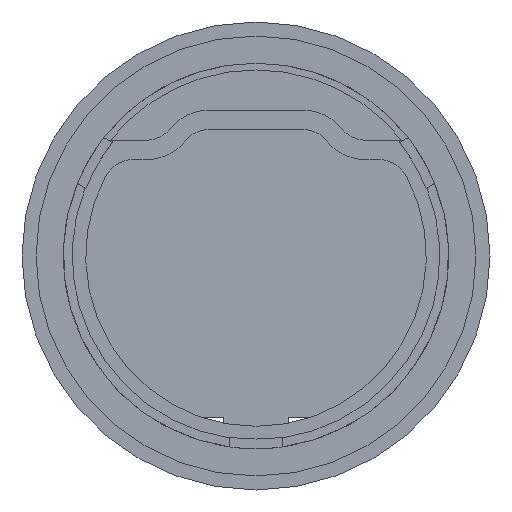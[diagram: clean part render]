
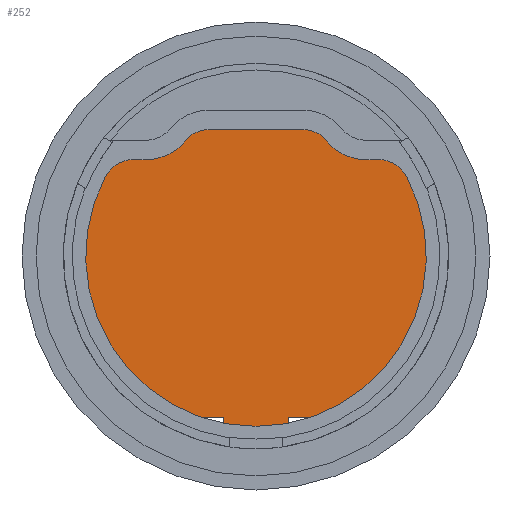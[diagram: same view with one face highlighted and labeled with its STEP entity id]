
A CAD part, front view. The second image highlights one B-rep face of the part: STEP entity #252.
In plain terms, the highlighted planar face has unit normal (0, -1, 0).
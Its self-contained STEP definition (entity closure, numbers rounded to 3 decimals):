
#75 = VERTEX_POINT ( 'NONE', #2514 ) ;
#118 = ORIENTED_EDGE ( 'NONE', *, *, #4110, .F. ) ;
#147 = EDGE_CURVE ( 'NONE', #4419, #5200, #3583, .T. ) ;
#156 = ORIENTED_EDGE ( 'NONE', *, *, #441, .F. ) ;
#192 = CARTESIAN_POINT ( 'NONE',  ( 9.6, -8.2, -55.8 ) ) ;
#252 = ADVANCED_FACE ( 'NONE', ( #1027 ), #3116, .F. ) ;
#282 = LINE ( 'NONE', #3551, #6604 ) ;
#390 = VECTOR ( 'NONE', #2838, 1000. ) ;
#441 = EDGE_CURVE ( 'NONE', #1094, #5846, #3102, .T. ) ;
#543 = CARTESIAN_POINT ( 'NONE',  ( 28., -8.2, 34. ) ) ;
#549 = CARTESIAN_POINT ( 'NONE',  ( -9.6, -8.2, -55.8 ) ) ;
#554 = DIRECTION ( 'NONE',  ( 1., 0., 0. ) ) ;
#632 = EDGE_CURVE ( 'NONE', #2920, #1094, #2782, .T. ) ;
#727 = VERTEX_POINT ( 'NONE', #5358 ) ;
#731 = EDGE_CURVE ( 'NONE', #5796, #2920, #3095, .T. ) ;
#762 = CARTESIAN_POINT ( 'NONE',  ( -43.103, -8.2, 34. ) ) ;
#838 = ORIENTED_EDGE ( 'NONE', *, *, #3773, .T. ) ;
#935 = ORIENTED_EDGE ( 'NONE', *, *, #2455, .T. ) ;
#1027 = FACE_OUTER_BOUND ( 'NONE', #3791, .T. ) ;
#1091 = LINE ( 'NONE', #7017, #5635 ) ;
#1094 = VERTEX_POINT ( 'NONE', #6720 ) ;
#1168 = DIRECTION ( 'NONE',  ( 1., 0., 0. ) ) ;
#1175 = VECTOR ( 'NONE', #2105, 1000. ) ;
#1185 = AXIS2_PLACEMENT_3D ( 'NONE', #7491, #7474, #7464 ) ;
#1310 = CARTESIAN_POINT ( 'NONE',  ( 27.908, -8.2, 44.5 ) ) ;
#1435 = CIRCLE ( 'NONE', #4319, 54.898 ) ;
#1673 = EDGE_CURVE ( 'NONE', #5846, #4419, #1737, .T. ) ;
#1737 = CIRCLE ( 'NONE', #1185, 54.898 ) ;
#2092 = ORIENTED_EDGE ( 'NONE', *, *, #4288, .F. ) ;
#2105 = DIRECTION ( 'NONE',  ( 0., 0., -1. ) ) ;
#2147 = CARTESIAN_POINT ( 'NONE',  ( -9.6, -8.2, -55.8 ) ) ;
#2235 = CARTESIAN_POINT ( 'NONE',  ( -28., -8.2, 34. ) ) ;
#2335 = LINE ( 'NONE', #549, #3835 ) ;
#2455 = EDGE_CURVE ( 'NONE', #727, #75, #2737, .T. ) ;
#2514 = CARTESIAN_POINT ( 'NONE',  ( -9.6, -8.2, -55.8 ) ) ;
#2737 = LINE ( 'NONE', #2147, #1175 ) ;
#2776 = CARTESIAN_POINT ( 'NONE',  ( 9.6, -8.2, -48.3 ) ) ;
#2782 = LINE ( 'NONE', #4939, #7398 ) ;
#2838 = DIRECTION ( 'NONE',  ( -1., 0., 0. ) ) ;
#2920 = VERTEX_POINT ( 'NONE', #1310 ) ;
#3095 = LINE ( 'NONE', #5341, #6224 ) ;
#3102 = LINE ( 'NONE', #543, #4597 ) ;
#3116 = PLANE ( 'NONE',  #5988 ) ;
#3161 = CARTESIAN_POINT ( 'NONE',  ( 0., -8.2, 0. ) ) ;
#3225 = DIRECTION ( 'NONE',  ( 0., 1., 0. ) ) ;
#3227 = DIRECTION ( 'NONE',  ( 0., 0., 1. ) ) ;
#3243 = VERTEX_POINT ( 'NONE', #762 ) ;
#3347 = EDGE_CURVE ( 'NONE', #75, #7318, #2335, .T. ) ;
#3549 = DIRECTION ( 'NONE',  ( -1., 0., 0. ) ) ;
#3551 = CARTESIAN_POINT ( 'NONE',  ( -9.6, -8.2, -48.3 ) ) ;
#3583 = LINE ( 'NONE', #2776, #390 ) ;
#3657 = CARTESIAN_POINT ( 'NONE',  ( 43.103, -8.2, 34. ) ) ;
#3667 = CARTESIAN_POINT ( 'NONE',  ( -27.908, -8.2, 44.5 ) ) ;
#3773 = EDGE_CURVE ( 'NONE', #7318, #5200, #7140, .T. ) ;
#3791 = EDGE_LOOP ( 'NONE', ( #118, #5639, #2092, #7010, #935, #4233, #838, #6362, #3875, #156, #6618, #7935 ) ) ;
#3816 = VECTOR ( 'NONE', #7531, 1000. ) ;
#3835 = VECTOR ( 'NONE', #554, 1000. ) ;
#3875 = ORIENTED_EDGE ( 'NONE', *, *, #1673, .F. ) ;
#4110 = EDGE_CURVE ( 'NONE', #5982, #5796, #6934, .T. ) ;
#4112 = CARTESIAN_POINT ( 'NONE',  ( -26.095, -8.2, -48.3 ) ) ;
#4233 = ORIENTED_EDGE ( 'NONE', *, *, #3347, .T. ) ;
#4288 = EDGE_CURVE ( 'NONE', #5587, #3243, #1435, .T. ) ;
#4319 = AXIS2_PLACEMENT_3D ( 'NONE', #6456, #6454, #6443 ) ;
#4419 = VERTEX_POINT ( 'NONE', #6227 ) ;
#4597 = VECTOR ( 'NONE', #1168, 1000. ) ;
#4784 = CARTESIAN_POINT ( 'NONE',  ( 9.6, -8.2, -48.3 ) ) ;
#4931 = DIRECTION ( 'NONE',  ( 0.009, 0., -1. ) ) ;
#4939 = CARTESIAN_POINT ( 'NONE',  ( 28., -8.2, 34. ) ) ;
#5112 = VECTOR ( 'NONE', #6738, 1000. ) ;
#5200 = VERTEX_POINT ( 'NONE', #4784 ) ;
#5239 = DIRECTION ( 'NONE',  ( 1., 0., 0. ) ) ;
#5341 = CARTESIAN_POINT ( 'NONE',  ( 28., -8.2, 44.5 ) ) ;
#5358 = CARTESIAN_POINT ( 'NONE',  ( -9.6, -8.2, -48.3 ) ) ;
#5587 = VERTEX_POINT ( 'NONE', #4112 ) ;
#5635 = VECTOR ( 'NONE', #7042, 1000. ) ;
#5639 = ORIENTED_EDGE ( 'NONE', *, *, #7636, .T. ) ;
#5796 = VERTEX_POINT ( 'NONE', #3667 ) ;
#5832 = EDGE_CURVE ( 'NONE', #727, #5587, #282, .T. ) ;
#5846 = VERTEX_POINT ( 'NONE', #3657 ) ;
#5982 = VERTEX_POINT ( 'NONE', #2235 ) ;
#5988 = AXIS2_PLACEMENT_3D ( 'NONE', #3161, #3225, #3227 ) ;
#6224 = VECTOR ( 'NONE', #5239, 1000. ) ;
#6227 = CARTESIAN_POINT ( 'NONE',  ( 26.095, -8.2, -48.3 ) ) ;
#6362 = ORIENTED_EDGE ( 'NONE', *, *, #147, .F. ) ;
#6443 = DIRECTION ( 'NONE',  ( 0., 0., 1. ) ) ;
#6454 = DIRECTION ( 'NONE',  ( 0., 1., 0. ) ) ;
#6456 = CARTESIAN_POINT ( 'NONE',  ( 0., -8.2, 0. ) ) ;
#6604 = VECTOR ( 'NONE', #3549, 1000. ) ;
#6618 = ORIENTED_EDGE ( 'NONE', *, *, #632, .F. ) ;
#6720 = CARTESIAN_POINT ( 'NONE',  ( 28., -8.2, 34. ) ) ;
#6738 = DIRECTION ( 'NONE',  ( 0.009, 0., 1. ) ) ;
#6749 = CARTESIAN_POINT ( 'NONE',  ( -28., -8.2, 34. ) ) ;
#6934 = LINE ( 'NONE', #6749, #5112 ) ;
#7010 = ORIENTED_EDGE ( 'NONE', *, *, #5832, .F. ) ;
#7017 = CARTESIAN_POINT ( 'NONE',  ( 0., -8.2, 34. ) ) ;
#7042 = DIRECTION ( 'NONE',  ( -1., 0., 0. ) ) ;
#7140 = LINE ( 'NONE', #7645, #3816 ) ;
#7318 = VERTEX_POINT ( 'NONE', #192 ) ;
#7398 = VECTOR ( 'NONE', #4931, 1000. ) ;
#7464 = DIRECTION ( 'NONE',  ( 0., 0., 1. ) ) ;
#7474 = DIRECTION ( 'NONE',  ( 0., 1., 0. ) ) ;
#7491 = CARTESIAN_POINT ( 'NONE',  ( 0., -8.2, 0. ) ) ;
#7531 = DIRECTION ( 'NONE',  ( 0., 0., 1. ) ) ;
#7636 = EDGE_CURVE ( 'NONE', #5982, #3243, #1091, .T. ) ;
#7645 = CARTESIAN_POINT ( 'NONE',  ( 9.6, -8.2, -55.8 ) ) ;
#7935 = ORIENTED_EDGE ( 'NONE', *, *, #731, .F. ) ;
